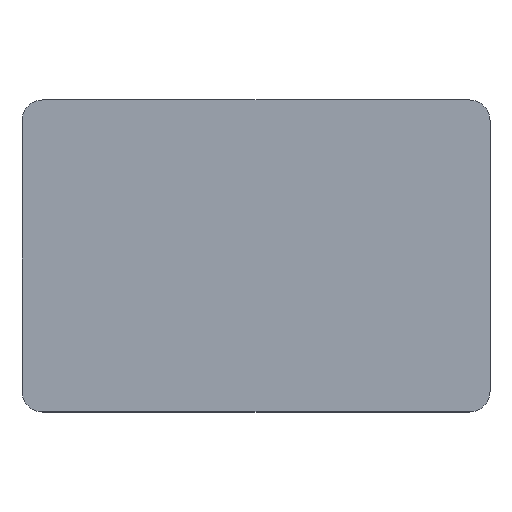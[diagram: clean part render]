
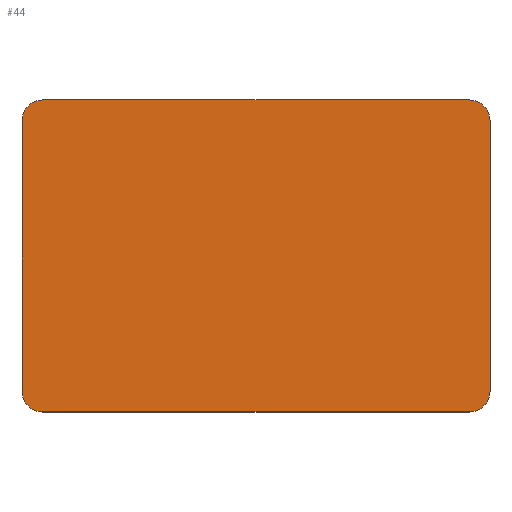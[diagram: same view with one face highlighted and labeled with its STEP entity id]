
A CAD part, top view. The second image highlights one B-rep face of the part: STEP entity #44.
In plain terms, the highlighted planar face has unit normal (0, 0, 1).
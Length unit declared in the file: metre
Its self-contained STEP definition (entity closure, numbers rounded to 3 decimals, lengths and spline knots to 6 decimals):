
#44 = ADVANCED_FACE( '', ( #86 ), #87, .T. );
#86 = FACE_OUTER_BOUND( '', #123, .T. );
#87 = PLANE( '', #124 );
#123 = EDGE_LOOP( '', ( #183, #184, #185, #186, #187, #188, #189, #190 ) );
#124 = AXIS2_PLACEMENT_3D( '', #191, #192, #193 );
#183 = ORIENTED_EDGE( '', *, *, #241, .T. );
#184 = ORIENTED_EDGE( '', *, *, #250, .T. );
#185 = ORIENTED_EDGE( '', *, *, #251, .T. );
#186 = ORIENTED_EDGE( '', *, *, #252, .F. );
#187 = ORIENTED_EDGE( '', *, *, #237, .T. );
#188 = ORIENTED_EDGE( '', *, *, #245, .F. );
#189 = ORIENTED_EDGE( '', *, *, #248, .T. );
#190 = ORIENTED_EDGE( '', *, *, #253, .T. );
#191 = CARTESIAN_POINT( '', ( 0., 0., 0.0004 ) );
#192 = DIRECTION( '', ( 0., 0., 1. ) );
#193 = DIRECTION( '', ( 1., 0., 0. ) );
#237 = EDGE_CURVE( '', #280, #278, #281, .T. );
#241 = EDGE_CURVE( '', #286, #284, #287, .T. );
#245 = EDGE_CURVE( '', #290, #278, #292, .T. );
#248 = EDGE_CURVE( '', #290, #294, #296, .T. );
#250 = EDGE_CURVE( '', #284, #298, #299, .T. );
#251 = EDGE_CURVE( '', #298, #300, #301, .T. );
#252 = EDGE_CURVE( '', #280, #300, #302, .T. );
#253 = EDGE_CURVE( '', #294, #286, #303, .T. );
#278 = VERTEX_POINT( '', #332 );
#280 = VERTEX_POINT( '', #335 );
#281 = CIRCLE( '', #336, 0.002 );
#284 = VERTEX_POINT( '', #340 );
#286 = VERTEX_POINT( '', #343 );
#287 = CIRCLE( '', #344, 0.002 );
#290 = VERTEX_POINT( '', #348 );
#292 = LINE( '', #351, #352 );
#294 = VERTEX_POINT( '', #354 );
#296 = CIRCLE( '', #357, 0.002 );
#298 = VERTEX_POINT( '', #359 );
#299 = LINE( '', #360, #361 );
#300 = VERTEX_POINT( '', #362 );
#301 = CIRCLE( '', #363, 0.002 );
#302 = LINE( '', #364, #365 );
#303 = LINE( '', #366, #367 );
#332 = CARTESIAN_POINT( '', ( -0.0205, -0.015, 0.0004 ) );
#335 = CARTESIAN_POINT( '', ( -0.0225, -0.013, 0.0004 ) );
#336 = AXIS2_PLACEMENT_3D( '', #393, #394, #395 );
#340 = CARTESIAN_POINT( '', ( 0.0205, 0.015, 0.0004 ) );
#343 = CARTESIAN_POINT( '', ( 0.0225, 0.013, 0.0004 ) );
#344 = AXIS2_PLACEMENT_3D( '', #398, #399, #400 );
#348 = CARTESIAN_POINT( '', ( 0.0205, -0.015, 0.0004 ) );
#351 = CARTESIAN_POINT( '', ( 0.001827, -0.015, 0.0004 ) );
#352 = VECTOR( '', #403, 1. );
#354 = CARTESIAN_POINT( '', ( 0.0225, -0.013, 0.0004 ) );
#357 = AXIS2_PLACEMENT_3D( '', #405, #406, #407 );
#359 = CARTESIAN_POINT( '', ( -0.0205, 0.015, 0.0004 ) );
#360 = CARTESIAN_POINT( '', ( 0., 0.015, 0.0004 ) );
#361 = VECTOR( '', #408, 1. );
#362 = CARTESIAN_POINT( '', ( -0.0225, 0.013, 0.0004 ) );
#363 = AXIS2_PLACEMENT_3D( '', #409, #410, #411 );
#364 = CARTESIAN_POINT( '', ( -0.0225, 0., 0.0004 ) );
#365 = VECTOR( '', #412, 1. );
#366 = CARTESIAN_POINT( '', ( 0.0225, 0., 0.0004 ) );
#367 = VECTOR( '', #413, 1. );
#393 = CARTESIAN_POINT( '', ( -0.0205, -0.013, 0.0004 ) );
#394 = DIRECTION( '', ( 0., 0., 1. ) );
#395 = DIRECTION( '', ( -1., 0., 0. ) );
#398 = CARTESIAN_POINT( '', ( 0.0205, 0.013, 0.0004 ) );
#399 = DIRECTION( '', ( 0., 0., 1. ) );
#400 = DIRECTION( '', ( 1., 0., 0. ) );
#403 = DIRECTION( '', ( -1., 0., 0. ) );
#405 = CARTESIAN_POINT( '', ( 0.0205, -0.013, 0.0004 ) );
#406 = DIRECTION( '', ( 0., 0., 1. ) );
#407 = DIRECTION( '', ( 0., -1., 0. ) );
#408 = DIRECTION( '', ( -1., 0., 0. ) );
#409 = CARTESIAN_POINT( '', ( -0.0205, 0.013, 0.0004 ) );
#410 = DIRECTION( '', ( 0., 0., 1. ) );
#411 = DIRECTION( '', ( 0., 1., 0. ) );
#412 = DIRECTION( '', ( 0., 1., 0. ) );
#413 = DIRECTION( '', ( 0., 1., 0. ) );
